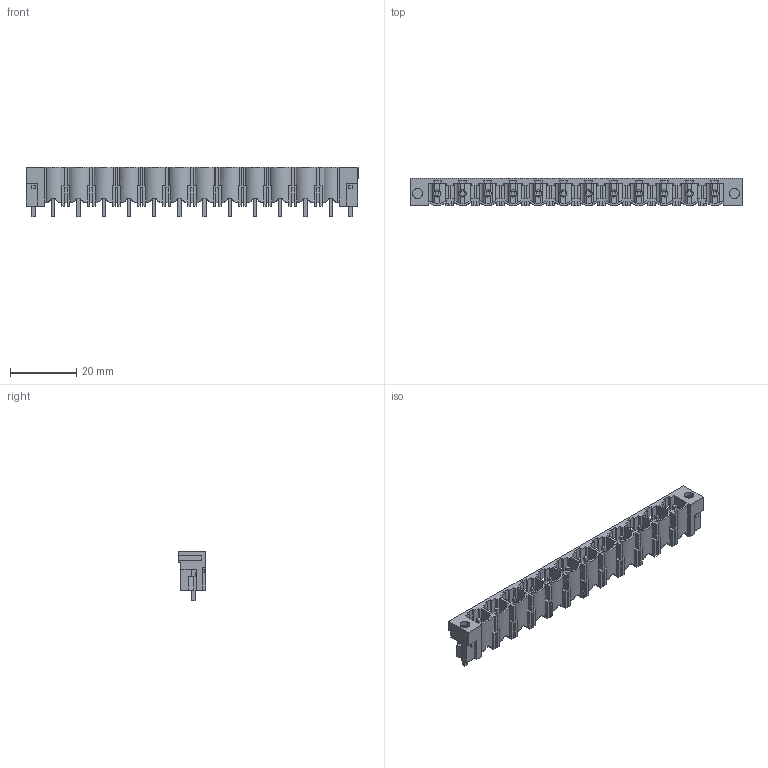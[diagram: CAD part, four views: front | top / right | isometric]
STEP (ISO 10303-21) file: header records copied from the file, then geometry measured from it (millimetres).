
FILE_DESCRIPTION(('CATIA V5 STEP Exchange','CAx-IF Rec.Pracs.--- Model Styling and Organization---1.4--- 2014-01-23'),'2;1');
FILE_NAME ('D1448938_1_1141190000_1141190000.stp','2021-05-21T13:00:58+00:00',('none'),('Weidmueller'),'CATIA Version 5-6 Release 2016 SP3 HF44','CATIA V5 STEP AP214','none');
FILE_SCHEMA(('AUTOMOTIVE_DESIGN { 1 0 10303 214 1 1 1 1 }'));
Length unit declared in the file: millimetre
Products named in the file (1): 1141190000
Bounding box: 100.3 x 8.4 x 14.95 mm (x, y, z)
Volume: 3556.5 mm3; surface area: 9280.4 mm2
Topology: 15 solids, 15 shells, 780 faces, 2230 edges, 1466 vertices
Faces by surface type: plane 656, cylinder 124
Entity records: 23637 total; most frequent: CARTESIAN_POINT 4700, ORIENTED_EDGE 4460, DIRECTION 3049, EDGE_CURVE 2230, VECTOR 1886, LINE 1886, VERTEX_POINT 1466, EDGE_LOOP 798
